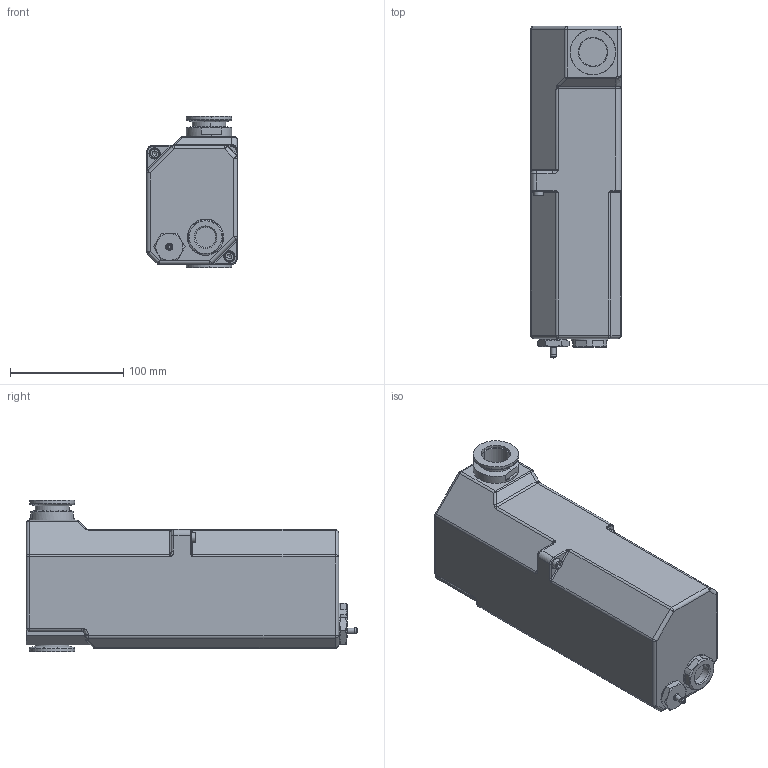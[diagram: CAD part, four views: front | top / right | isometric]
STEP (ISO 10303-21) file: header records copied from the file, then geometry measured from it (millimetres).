
FILE_DESCRIPTION((''),'2;1');
FILE_NAME('PK940114.stp','2008-08-15T11:17:09',('usleber'),(''),'Autodesk Inventor 11','Autodesk Inventor 11','');
FILE_SCHEMA(('AUTOMOTIVE_DESIGN { 1 0 10303 214 1 1 1 1 }'));
Length unit declared in the file: millimetre
Products named in the file (1): PK940114_SW
Bounding box: 80 x 293 x 133.86 mm (x, y, z)
Volume: 2186815.1 mm3; surface area: 123900.7 mm2
Topology: 1 solids, 8 shells, 338 faces, 785 edges, 453 vertices
Faces by surface type: cylinder 111, plane 108, bspline 69, cone 22, sphere 17, torus 11
Full cylindrical faces by diameter (mm): 4.7 x1, 5 x2, 5.5 x1, 8.5 x2, 18 x1, 22.6 x1, 23.8 x1, 32 x1
Entity records: 13567 total; most frequent: CARTESIAN_POINT 6377, DIRECTION 1537, ORIENTED_EDGE 1430, EDGE_CURVE 715, AXIS2_PLACEMENT_3D 619, VERTEX_POINT 440, EDGE_LOOP 393, FACE_OUTER_BOUND 338
